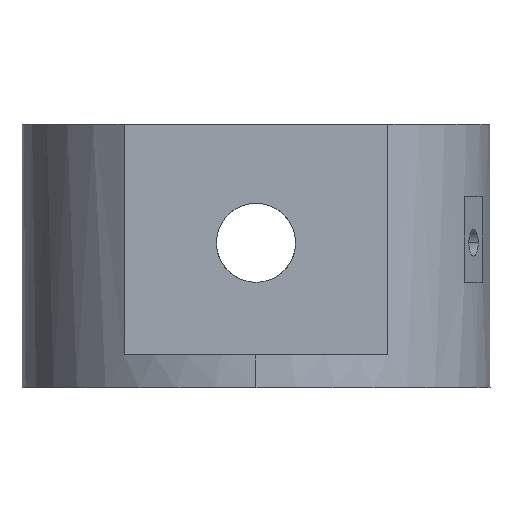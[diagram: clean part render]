
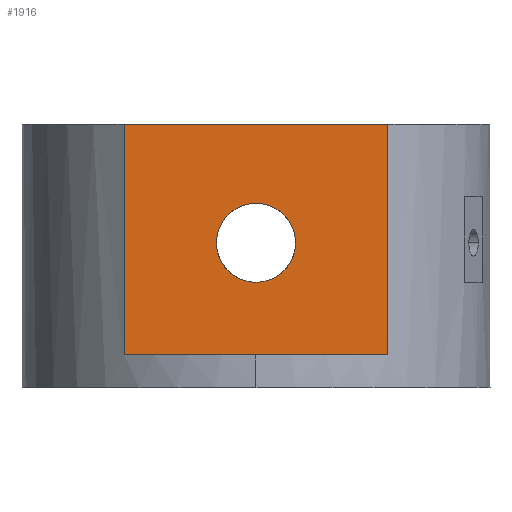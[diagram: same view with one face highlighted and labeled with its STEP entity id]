
A CAD part, left-side view. The second image highlights one B-rep face of the part: STEP entity #1916.
In plain terms, the highlighted planar face has unit normal (-1, 0, 0).
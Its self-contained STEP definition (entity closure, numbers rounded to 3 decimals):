
#24 = CARTESIAN_POINT ( 'NONE',  ( -29.33, 20., 40. ) ) ;
#67 = CARTESIAN_POINT ( 'NONE',  ( -29.33, 0., 28. ) ) ;
#86 = CARTESIAN_POINT ( 'NONE',  ( -29.33, 0., 22. ) ) ;
#128 = PLANE ( 'NONE',  #609 ) ;
#200 = CIRCLE ( 'NONE', #1290, 6. ) ;
#204 = VERTEX_POINT ( 'NONE', #1775 ) ;
#231 = DIRECTION ( 'NONE',  ( 0., 0., 1. ) ) ;
#234 = CARTESIAN_POINT ( 'NONE',  ( -29.33, -20., 40. ) ) ;
#289 = DIRECTION ( 'NONE',  ( 0., -1., 0. ) ) ;
#375 = CARTESIAN_POINT ( 'NONE',  ( -29.33, 0., 16. ) ) ;
#421 = AXIS2_PLACEMENT_3D ( 'NONE', #515, #1020, #997 ) ;
#446 = EDGE_CURVE ( 'NONE', #688, #204, #1192, .T. ) ;
#502 = DIRECTION ( 'NONE',  ( 0., -1., 0. ) ) ;
#514 = ORIENTED_EDGE ( 'NONE', *, *, #1650, .T. ) ;
#515 = CARTESIAN_POINT ( 'NONE',  ( -29.33, 0., 22. ) ) ;
#521 = ORIENTED_EDGE ( 'NONE', *, *, #1450, .F. ) ;
#600 = FACE_BOUND ( 'NONE', #1060, .T. ) ;
#609 = AXIS2_PLACEMENT_3D ( 'NONE', #1845, #1080, #1190 ) ;
#625 = CARTESIAN_POINT ( 'NONE',  ( -29.33, -20., 40. ) ) ;
#641 = VECTOR ( 'NONE', #289, 1000. ) ;
#665 = ORIENTED_EDGE ( 'NONE', *, *, #1140, .F. ) ;
#688 = VERTEX_POINT ( 'NONE', #1774 ) ;
#835 = VERTEX_POINT ( 'NONE', #375 ) ;
#861 = ORIENTED_EDGE ( 'NONE', *, *, #446, .T. ) ;
#865 = DIRECTION ( 'NONE',  ( -1., 0., 0. ) ) ;
#877 = VECTOR ( 'NONE', #1895, 1000. ) ;
#980 = CARTESIAN_POINT ( 'NONE',  ( -29.33, 20., 40. ) ) ;
#997 = DIRECTION ( 'NONE',  ( 0., 0., 1. ) ) ;
#1020 = DIRECTION ( 'NONE',  ( -1., 0., 0. ) ) ;
#1060 = EDGE_LOOP ( 'NONE', ( #521, #665 ) ) ;
#1080 = DIRECTION ( 'NONE',  ( 1., 0., 0. ) ) ;
#1140 = EDGE_CURVE ( 'NONE', #835, #1792, #1885, .T. ) ;
#1174 = VECTOR ( 'NONE', #502, 1000. ) ;
#1190 = DIRECTION ( 'NONE',  ( 0., 0., -1. ) ) ;
#1192 = LINE ( 'NONE', #1478, #1174 ) ;
#1211 = DIRECTION ( 'NONE',  ( 0., 0., -1. ) ) ;
#1230 = LINE ( 'NONE', #234, #1548 ) ;
#1239 = EDGE_CURVE ( 'NONE', #2049, #204, #1230, .T. ) ;
#1272 = ORIENTED_EDGE ( 'NONE', *, *, #1239, .F. ) ;
#1290 = AXIS2_PLACEMENT_3D ( 'NONE', #86, #865, #231 ) ;
#1347 = CARTESIAN_POINT ( 'NONE',  ( -29.33, 0., 40. ) ) ;
#1368 = FACE_OUTER_BOUND ( 'NONE', #1934, .T. ) ;
#1450 = EDGE_CURVE ( 'NONE', #1792, #835, #200, .T. ) ;
#1478 = CARTESIAN_POINT ( 'NONE',  ( -29.33, 0., 5. ) ) ;
#1548 = VECTOR ( 'NONE', #1211, 1000. ) ;
#1650 = EDGE_CURVE ( 'NONE', #1727, #688, #1770, .T. ) ;
#1716 = ORIENTED_EDGE ( 'NONE', *, *, #1941, .F. ) ;
#1721 = LINE ( 'NONE', #1347, #641 ) ;
#1727 = VERTEX_POINT ( 'NONE', #24 ) ;
#1770 = LINE ( 'NONE', #980, #877 ) ;
#1774 = CARTESIAN_POINT ( 'NONE',  ( -29.33, 20., 5. ) ) ;
#1775 = CARTESIAN_POINT ( 'NONE',  ( -29.33, -20., 5. ) ) ;
#1792 = VERTEX_POINT ( 'NONE', #67 ) ;
#1845 = CARTESIAN_POINT ( 'NONE',  ( -29.33, 0., 40. ) ) ;
#1885 = CIRCLE ( 'NONE', #421, 6. ) ;
#1895 = DIRECTION ( 'NONE',  ( 0., 0., -1. ) ) ;
#1916 = ADVANCED_FACE ( 'NONE', ( #600, #1368 ), #128, .F. ) ;
#1934 = EDGE_LOOP ( 'NONE', ( #861, #1272, #1716, #514 ) ) ;
#1941 = EDGE_CURVE ( 'NONE', #1727, #2049, #1721, .T. ) ;
#2049 = VERTEX_POINT ( 'NONE', #625 ) ;
